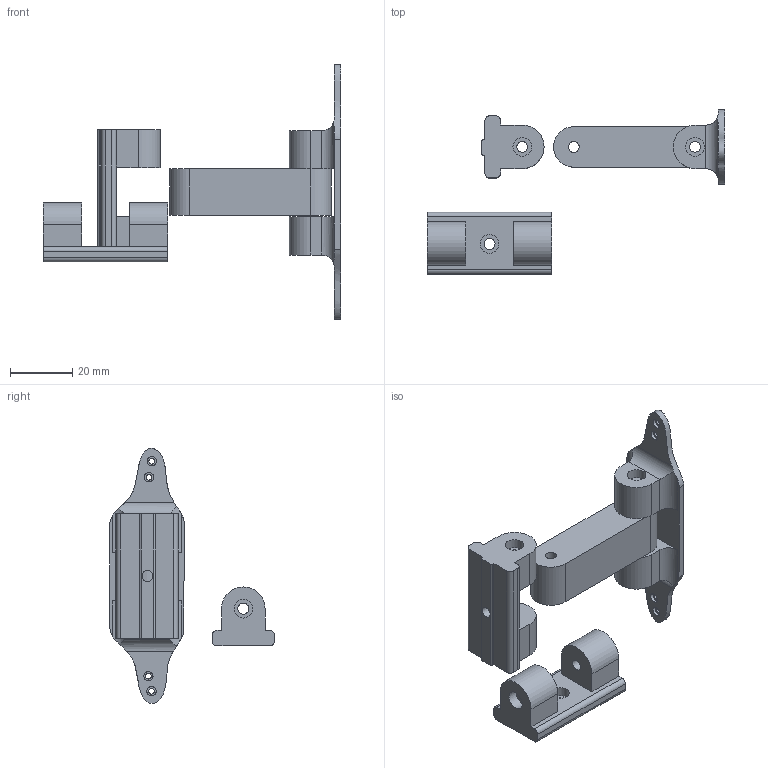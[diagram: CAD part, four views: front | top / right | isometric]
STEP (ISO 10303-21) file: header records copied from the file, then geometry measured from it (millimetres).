
FILE_DESCRIPTION(/* description */ (''),/* implementation_level */ '2;1');
FILE_NAME(/* name */ 'Voron_C92X_Camera_Complete.step',/* time_stamp */ '2022-04-01T09:22:29+01:00',/* author */ (''),/* organization */ (''),/* preprocessor_version */ 'ST-DEVELOPER v18.1',/* originating_system */ 'Autodesk Translation Framework v10.14.0.1471',/* authorisation */ '');
FILE_SCHEMA (('AUTOMOTIVE_DESIGN { 1 0 10303 214 3 1 1 }'));
Length unit declared in the file: millimetre
Products named in the file (2): Voron_C92X_Camera_Complete; Assembly
Assembly tree (1 placements, depth 2):
  Voron_C92X_Camera_Complete
    Assembly
Bounding box: 95.57 x 53.03 x 82.06 mm (x, y, z)
Volume: 32064.2 mm3; surface area: 15538.2 mm2
Topology: 4 solids, 4 shells, 125 faces, 311 edges, 206 vertices
Faces by surface type: plane 76, cylinder 47, bspline 2
Full cylindrical faces by diameter (mm): 1.836 x4, 3 x4, 3.5 x10, 6 x5
Entity records: 4913 total; most frequent: CARTESIAN_POINT 1775, DIRECTION 637, ORIENTED_EDGE 622, EDGE_CURVE 311, AXIS2_PLACEMENT_3D 216, VERTEX_POINT 206, LINE 205, VECTOR 205
